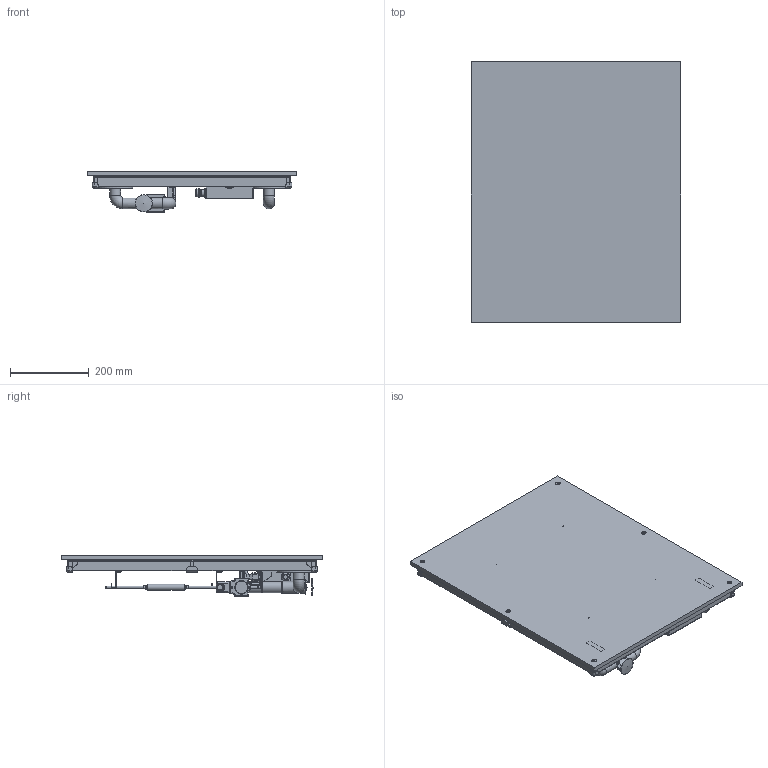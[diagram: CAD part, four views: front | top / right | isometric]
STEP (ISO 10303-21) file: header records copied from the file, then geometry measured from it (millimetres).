
FILE_DESCRIPTION(/* description */ ('This is a sample STEP configuration'),/* implementation_level */ '2;1');
FILE_NAME(/* name */ '10260000_A.stp',/* time_stamp */ '2021-05-27T13:30:55+02:00',/* author */ ('powerJobs'),/* organization */ ('coolOrange'),/* preprocessor_version */ 'ST-DEVELOPER v18.1',/* originating_system */ 'Autodesk Inventor 2021',/* authorisation */ '');
FILE_SCHEMA (('AUTOMOTIVE_DESIGN { 1 0 10303 214 3 1 1 }'));
Products named in the file (1): ENG-00003403
Bounding box: 530 x 660 x 103.68 mm (x, y, z)
Volume: 13254555.7 mm3; surface area: 1082010.8 mm2
Topology: 2 solids, 83 shells, 4256 faces, 11604 edges, 7530 vertices
Faces by surface type: plane 2678, cylinder 999, bspline 195, cone 181, torus 175, sphere 28
Full cylindrical faces by diameter (mm): 2.3 x15, 2.459 x4, 2.5 x6, 3 x7, 3.242 x4, 3.25 x4, 3.5 x4, 4 x11, 4.134 x7, 4.2 x4, 5 x20, 5.2 x1, 5.5 x10, 6 x8, 6.2 x2, 6.5 x7, 7 x3, 8 x13, 8.2 x2, 9.35 x2, 9.5 x7, 10 x7, 11 x3, 12 x1, 12.2 x1, 14 x1, 14.16 x3, 15 x2, 16 x3, 16.5 x1
Entity records: 146877 total; most frequent: CARTESIAN_POINT 34820, ORIENTED_EDGE 23142, DIRECTION 21703, EDGE_CURVE 11571, VERTEX_POINT 7530, LINE 7373, VECTOR 7373, AXIS2_PLACEMENT_3D 7165
